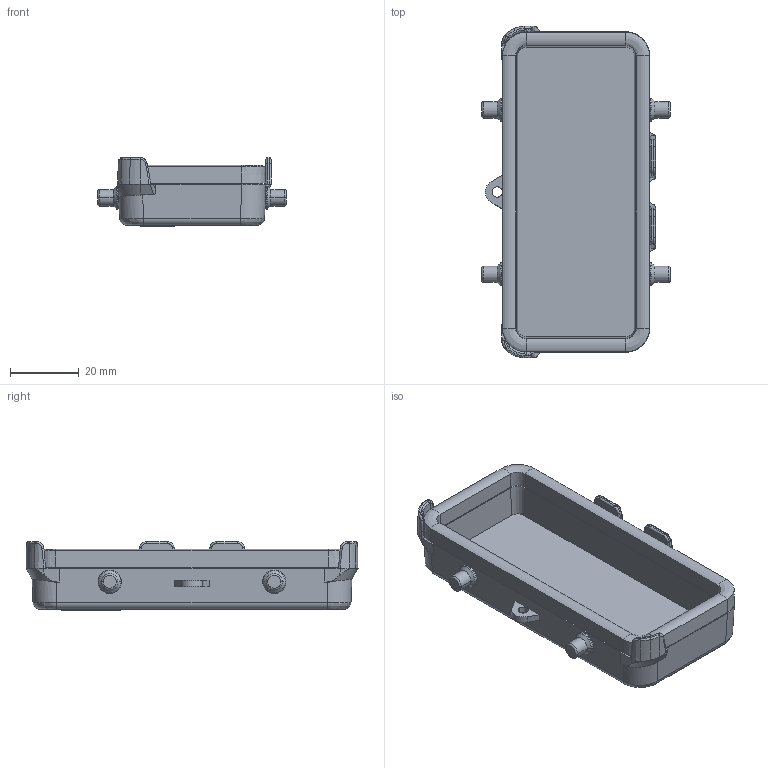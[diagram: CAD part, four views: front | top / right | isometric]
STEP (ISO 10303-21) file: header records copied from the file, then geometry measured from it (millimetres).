
FILE_DESCRIPTION(('Creo Elements/Direct Modeling STEP Export'),'2;1');
FILE_NAME('223mij862qk93em7044','2024-05-21T 8:36:27',(''),(''),'Creo Elements/Direct Modeling STEP processor for AP214 (Solid Model)','Creo Elements/Direct Modeling 20.5B 27-May-2023 (C) Parametric Technology GmbH','');
FILE_SCHEMA(('AUTOMOTIVE_DESIGN { 1 0 10303 214 1 1 1 1 }'));
Length unit declared in the file: millimetre
Products named in the file (2): CHC 16 C
Assembly tree (1 placements, depth 2):
  CHC 16 C
    CHC 16 C
Bounding box: 55 x 96.9 x 20 mm (x, y, z)
Volume: 25318.1 mm3; surface area: 17811.2 mm2
Topology: 1 solids, 1 shells, 295 faces, 737 edges, 455 vertices
Faces by surface type: plane 113, cylinder 92, bspline 36, cone 30, torus 24
Entity records: 13009 total; most frequent: CARTESIAN_POINT 3773, ORIENTED_EDGE 1474, DIRECTION 1386, EDGE_CURVE 737, AXIS2_PLACEMENT_3D 502, VERTEX_POINT 455, VECTOR 382, LINE 382
